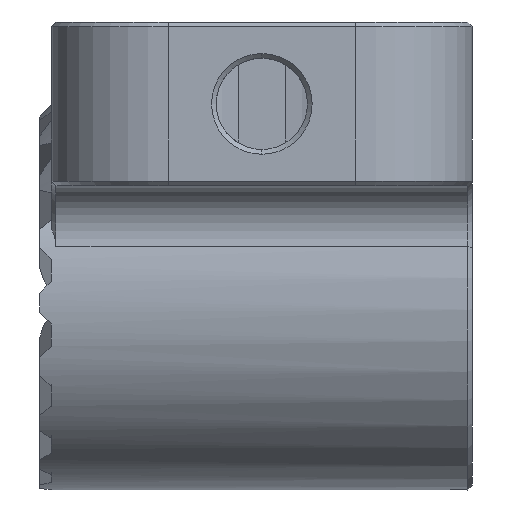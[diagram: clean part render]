
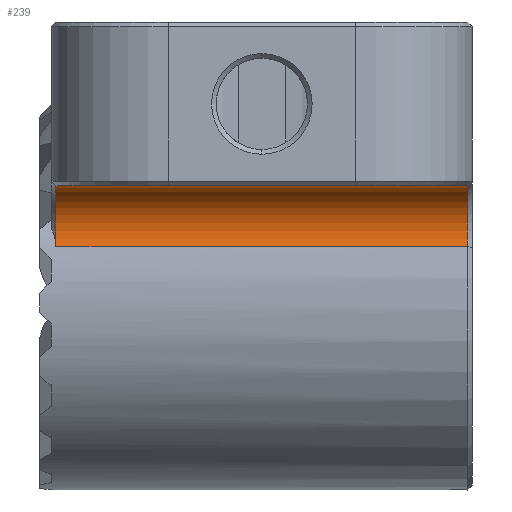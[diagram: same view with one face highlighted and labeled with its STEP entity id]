
A CAD part, front view. The second image highlights one B-rep face of the part: STEP entity #239.
In plain terms, the highlighted cylindrical face has radius 2 mm (diameter 4 mm), a partial arc.
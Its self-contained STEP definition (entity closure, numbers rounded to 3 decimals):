
#12 = FACE_OUTER_BOUND ( 'NONE', #3633, .T. ) ;
#217 = CARTESIAN_POINT ( 'NONE',  ( -8.8, -9.539, 3. ) ) ;
#239 = ADVANCED_FACE ( 'NONE', ( #12 ), #6746, .F. ) ;
#396 = CARTESIAN_POINT ( 'NONE',  ( 8.8, -7.632, 2.4 ) ) ;
#468 = DIRECTION ( 'NONE',  ( 1., 0., 0. ) ) ;
#1221 = ORIENTED_EDGE ( 'NONE', *, *, #4908, .T. ) ;
#1342 = CARTESIAN_POINT ( 'NONE',  ( -8.8, -7.632, 2.4 ) ) ;
#1434 = ORIENTED_EDGE ( 'NONE', *, *, #1517, .F. ) ;
#1448 = AXIS2_PLACEMENT_3D ( 'NONE', #6361, #468, #3149 ) ;
#1517 = EDGE_CURVE ( 'NONE', #4494, #6984, #6555, .T. ) ;
#1587 = AXIS2_PLACEMENT_3D ( 'NONE', #3880, #2581, #6874 ) ;
#1687 = DIRECTION ( 'NONE',  ( -1., 0., 0. ) ) ;
#1902 = CARTESIAN_POINT ( 'NONE',  ( -8.8, -9.539, 5. ) ) ;
#2322 = DIRECTION ( 'NONE',  ( 0., 0., -1. ) ) ;
#2375 = DIRECTION ( 'NONE',  ( -1., 0., 0. ) ) ;
#2581 = DIRECTION ( 'NONE',  ( -1., 0., 0. ) ) ;
#2838 = ORIENTED_EDGE ( 'NONE', *, *, #6553, .F. ) ;
#2920 = VERTEX_POINT ( 'NONE', #4979 ) ;
#2956 = CIRCLE ( 'NONE', #1448, 2. ) ;
#3149 = DIRECTION ( 'NONE',  ( 0., 0., -1. ) ) ;
#3349 = LINE ( 'NONE', #6044, #4620 ) ;
#3633 = EDGE_LOOP ( 'NONE', ( #2838, #1221, #1434, #6642 ) ) ;
#3880 = CARTESIAN_POINT ( 'NONE',  ( 9., -9.539, 3. ) ) ;
#4132 = EDGE_CURVE ( 'NONE', #4494, #2920, #2956, .T. ) ;
#4420 = CARTESIAN_POINT ( 'NONE',  ( 9., -7.632, 2.4 ) ) ;
#4494 = VERTEX_POINT ( 'NONE', #396 ) ;
#4620 = VECTOR ( 'NONE', #6069, 1000. ) ;
#4753 = VECTOR ( 'NONE', #1687, 1000. ) ;
#4908 = EDGE_CURVE ( 'NONE', #5994, #6984, #5835, .T. ) ;
#4979 = CARTESIAN_POINT ( 'NONE',  ( 8.8, -9.539, 5. ) ) ;
#5305 = AXIS2_PLACEMENT_3D ( 'NONE', #217, #2375, #2322 ) ;
#5835 = CIRCLE ( 'NONE', #5305, 2. ) ;
#5994 = VERTEX_POINT ( 'NONE', #1902 ) ;
#6044 = CARTESIAN_POINT ( 'NONE',  ( 9., -9.539, 5. ) ) ;
#6069 = DIRECTION ( 'NONE',  ( 1., 0., 0. ) ) ;
#6361 = CARTESIAN_POINT ( 'NONE',  ( 8.8, -9.539, 3. ) ) ;
#6553 = EDGE_CURVE ( 'NONE', #5994, #2920, #3349, .T. ) ;
#6555 = LINE ( 'NONE', #4420, #4753 ) ;
#6642 = ORIENTED_EDGE ( 'NONE', *, *, #4132, .T. ) ;
#6746 = CYLINDRICAL_SURFACE ( 'NONE', #1587, 2. ) ;
#6874 = DIRECTION ( 'NONE',  ( 0., 0., 1. ) ) ;
#6984 = VERTEX_POINT ( 'NONE', #1342 ) ;
